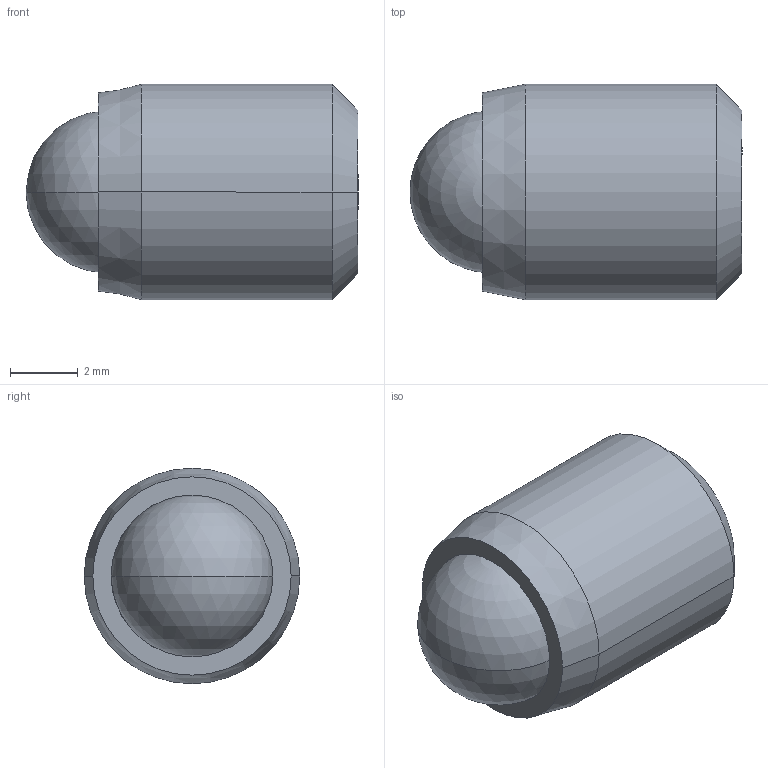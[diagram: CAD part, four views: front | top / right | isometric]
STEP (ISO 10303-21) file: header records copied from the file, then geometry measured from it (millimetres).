
FILE_DESCRIPTION (( 'STEP AP214' ), '1' );
FILE_NAME ('7640-E0W.step', '2007-11-09T07:53:04', ( ' ' ), ( ' ' ), 'SwSTEP 2.0', 'SolidWorks 2007', '' );
FILE_SCHEMA (( 'AUTOMOTIVE_DESIGN' ));
Length unit declared in the file: inch
Products named in the file (1): 7640-E0W
Bounding box: 9.78 x 6.35 x 6.35 mm (x, y, z)
Surface area: 289.8 mm2 (no closed solid volume)
Topology: 0 solids, 2 shells, 20 faces, 49 edges, 31 vertices
Faces by surface type: plane 8, cone 6, cylinder 4, sphere 2
Entity records: 845 total; most frequent: CARTESIAN_POINT 131, DIRECTION 96, ORIENTED_EDGE 80, EDGE_CURVE 44, AXIS2_PLACEMENT_3D 37, VERTEX_POINT 28, EDGE_LOOP 22, LINE 22
